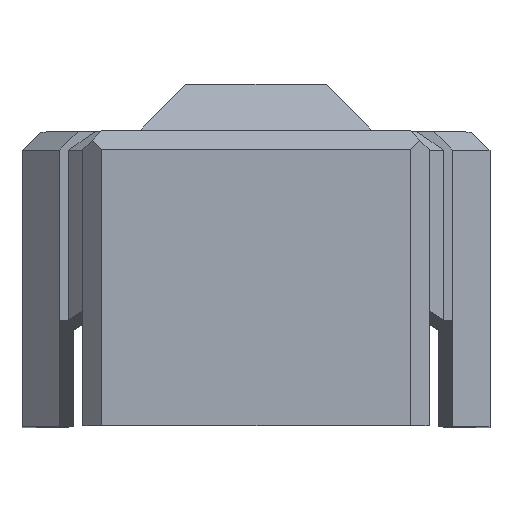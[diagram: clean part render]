
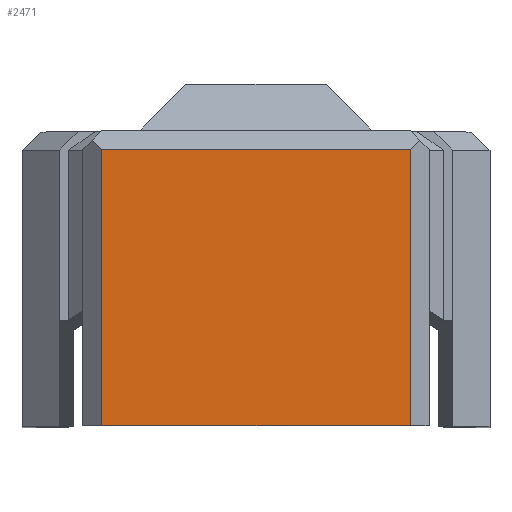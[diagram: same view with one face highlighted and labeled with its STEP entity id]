
A CAD part, top view. The second image highlights one B-rep face of the part: STEP entity #2471.
In plain terms, the highlighted planar face has unit normal (0, 0, 1).
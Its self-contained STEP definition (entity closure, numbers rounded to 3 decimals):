
#601=DIRECTION('',(0.,1.,0.));
#602=VECTOR('',#601,29.5);
#603=CARTESIAN_POINT('',(16.5,-14.5,68.));
#604=LINE('',#603,#602);
#605=DIRECTION('',(1.,0.,0.));
#606=VECTOR('',#605,33.);
#607=CARTESIAN_POINT('',(-16.5,-14.5,68.));
#608=LINE('',#607,#606);
#609=DIRECTION('',(0.,-1.,0.));
#610=VECTOR('',#609,29.5);
#611=CARTESIAN_POINT('',(-16.5,15.,68.));
#612=LINE('',#611,#610);
#613=DIRECTION('',(1.,0.,0.));
#614=VECTOR('',#613,33.);
#615=CARTESIAN_POINT('',(-16.5,15.,68.));
#616=LINE('',#615,#614);
#1455=CARTESIAN_POINT('',(16.5,-14.5,68.));
#1457=VERTEX_POINT('',#1455);
#1458=CARTESIAN_POINT('',(16.5,15.,68.));
#1459=VERTEX_POINT('',#1458);
#1460=CARTESIAN_POINT('',(-16.5,15.,68.));
#1461=VERTEX_POINT('',#1460);
#1464=CARTESIAN_POINT('',(-16.5,-14.5,68.));
#1466=VERTEX_POINT('',#1464);
#2458=CARTESIAN_POINT('',(-21.,-17.,68.));
#2459=DIRECTION('',(0.,0.,1.));
#2460=DIRECTION('',(1.,0.,0.));
#2461=AXIS2_PLACEMENT_3D('',#2458,#2459,#2460);
#2462=PLANE('',#2461);
#2463=ORIENTED_EDGE('',*,*,#2448,.F.);
#2464=ORIENTED_EDGE('',*,*,#2100,.F.);
#2466=ORIENTED_EDGE('',*,*,#2465,.F.);
#2468=ORIENTED_EDGE('',*,*,#2467,.T.);
#2469=EDGE_LOOP('',(#2463,#2464,#2466,#2468));
#2470=FACE_OUTER_BOUND('',#2469,.F.);
#2100=EDGE_CURVE('',#1466,#1457,#608,.T.);
#2448=EDGE_CURVE('',#1457,#1459,#604,.T.);
#2465=EDGE_CURVE('',#1461,#1466,#612,.T.);
#2467=EDGE_CURVE('',#1461,#1459,#616,.T.);
#2471=ADVANCED_FACE('',(#2470),#2462,.T.);
